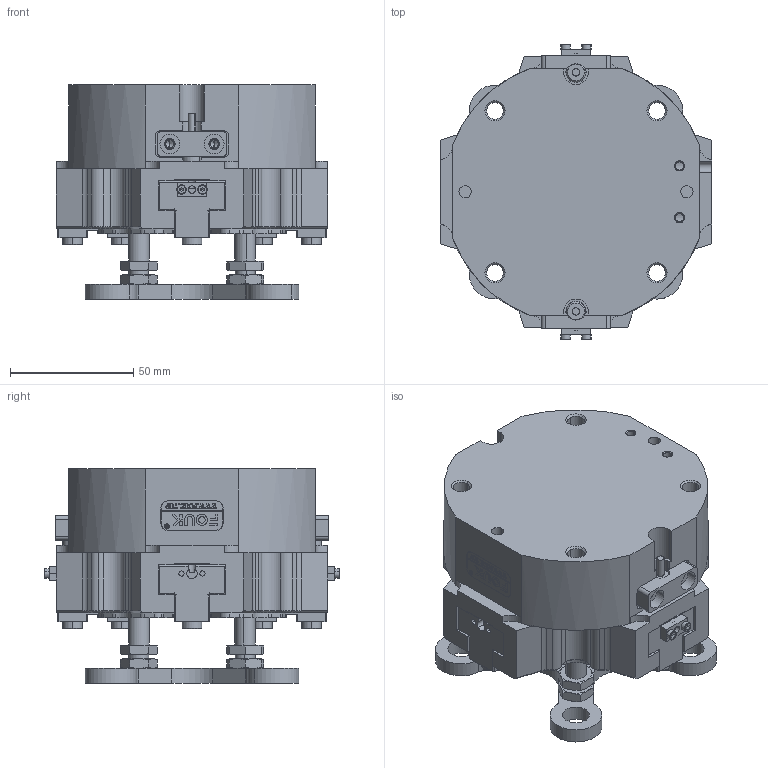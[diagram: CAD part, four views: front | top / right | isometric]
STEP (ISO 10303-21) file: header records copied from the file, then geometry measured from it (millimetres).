
FILE_DESCRIPTION (( 'STEP AP203' ), '1' );
FILE_NAME ('TF75-118-C30.STEP', '2024-12-09T01:55:50', ( 'USER-' ), ( 'Microsoft' ), 'SwSTEP 2.0', 'SolidWorks 2018', '' );
FILE_SCHEMA (( 'CONFIG_CONTROL_DESIGN' ));
Length unit declared in the file: millimetre
Products named in the file (14): TZ75芢裝; 揤极18; TF75-118-M-01褲极; M8情蹟譫; 揤輸蚾饜极; TF75-118-M-08芢啣; TF75-118-C30; 埴翐芛_GB_FASTENER_SCREWS_HSHCS M2X8-N; 蜊秶TF75賑輸; 8x6隅弇杶; 揤輸杅耀.sldasm-Part-9; 25x12-R3; TF75-118-M-06笢猾啣; 8x18諉輪羲壽
Assembly tree (37 placements, depth 3):
  TF75-118-C30
    TF75-118-M-01褲极
    蜊秶TF75賑輸  x4
    揤极18  x2
    TZ75芢裝  x4
    TF75-118-M-08芢啣
    TF75-118-M-06笢猾啣
    8x18諉輪羲壽  x2
    M8情蹟譫  x8
    8x6隅弇杶  x8
    25x12-R3
    揤輸蚾饜极  x2
      揤輸杅耀.sldasm-Part-9
      埴翐芛_GB_FASTENER_SCREWS_HSHCS M2X8-N
Bounding box: 110 x 119.97 x 87 mm (x, y, z)
Volume: 515347.9 mm3; surface area: 116992.1 mm2
Topology: 38 solids, 40 shells, 1761 faces, 4504 edges, 2883 vertices
Faces by surface type: plane 844, cylinder 502, cone 252, bspline 155, torus 8
Entity records: 43969 total; most frequent: CARTESIAN_POINT 12905, ORIENTED_EDGE 6196, DIRECTION 5725, EDGE_CURVE 3098, VERTEX_POINT 2020, LINE 1921, VECTOR 1921, AXIS2_PLACEMENT_3D 1902
